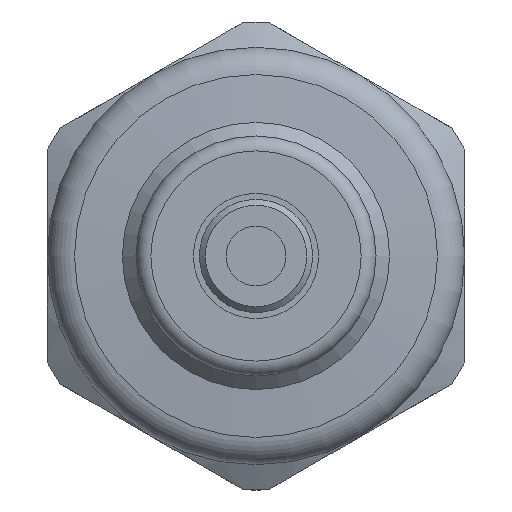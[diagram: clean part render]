
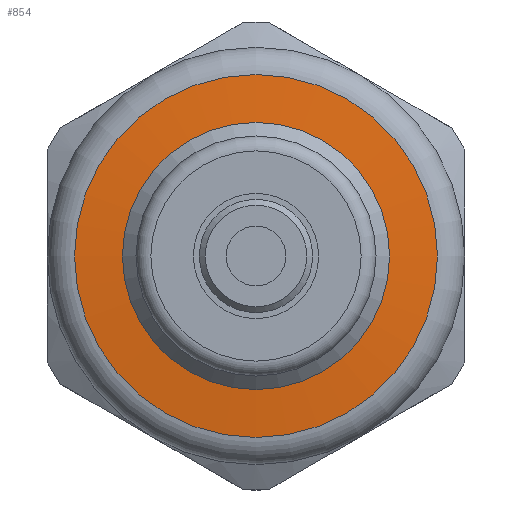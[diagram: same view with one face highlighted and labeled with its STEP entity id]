
A CAD part, left-side view. The second image highlights one B-rep face of the part: STEP entity #854.
In plain terms, the highlighted conical face has half-angle 85 degrees and reference radius 7.318 mm.
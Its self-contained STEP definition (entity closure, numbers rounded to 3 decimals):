
#72=LINE('',#1431,#101);
#101=VECTOR('',#1180,7.318);
#123=CONICAL_SURFACE('',#974,7.318,1.484);
#215=FACE_OUTER_BOUND('',#271,.T.);
#271=EDGE_LOOP('',(#675,#676,#677,#678,#679));
#335=CIRCLE('',#957,4.48);
#349=CIRCLE('',#975,6.087);
#350=CIRCLE('',#976,6.087);
#402=VERTEX_POINT('',#1394);
#415=VERTEX_POINT('',#1428);
#416=VERTEX_POINT('',#1429);
#491=EDGE_CURVE('',#402,#402,#335,.T.);
#508=EDGE_CURVE('',#415,#416,#349,.T.);
#509=EDGE_CURVE('',#415,#402,#72,.T.);
#510=EDGE_CURVE('',#416,#415,#350,.T.);
#675=ORIENTED_EDGE('',*,*,#508,.F.);
#676=ORIENTED_EDGE('',*,*,#509,.T.);
#677=ORIENTED_EDGE('',*,*,#491,.F.);
#678=ORIENTED_EDGE('',*,*,#509,.F.);
#679=ORIENTED_EDGE('',*,*,#510,.F.);
#854=ADVANCED_FACE('',(#215),#123,.T.);
#957=AXIS2_PLACEMENT_3D('',#1395,#1139,#1140);
#974=AXIS2_PLACEMENT_3D('',#1427,#1176,#1177);
#975=AXIS2_PLACEMENT_3D('',#1430,#1178,#1179);
#976=AXIS2_PLACEMENT_3D('',#1432,#1181,#1182);
#1139=DIRECTION('center_axis',(-1.,0.,0.));
#1140=DIRECTION('ref_axis',(0.,1.,0.));
#1176=DIRECTION('center_axis',(1.,0.,0.));
#1177=DIRECTION('ref_axis',(0.,1.,0.));
#1178=DIRECTION('center_axis',(1.,0.,0.));
#1179=DIRECTION('ref_axis',(0.,-1.,0.));
#1180=DIRECTION('',(-0.087,0.996,0.));
#1181=DIRECTION('center_axis',(1.,0.,0.));
#1182=DIRECTION('ref_axis',(0.,-1.,0.));
#1394=CARTESIAN_POINT('',(14.,-4.48,0.));
#1395=CARTESIAN_POINT('Origin',(14.,0.,0.));
#1427=CARTESIAN_POINT('Origin',(14.248,0.,0.));
#1428=CARTESIAN_POINT('',(14.141,-6.087,0.));
#1429=CARTESIAN_POINT('',(14.141,0.,6.087));
#1430=CARTESIAN_POINT('Origin',(14.141,0.,0.));
#1431=CARTESIAN_POINT('',(14.248,-7.318,0.));
#1432=CARTESIAN_POINT('Origin',(14.141,0.,0.));
